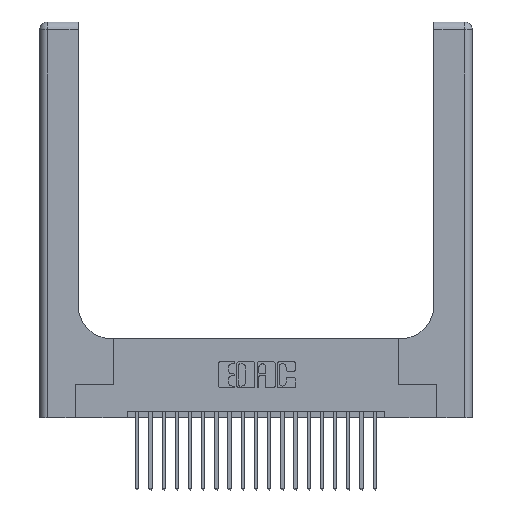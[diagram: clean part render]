
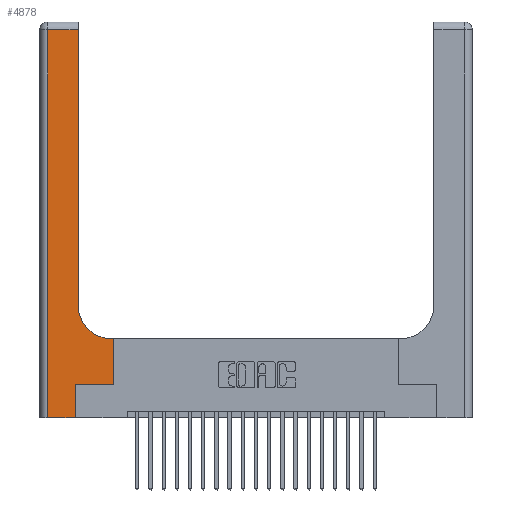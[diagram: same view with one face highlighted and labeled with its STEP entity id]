
A CAD part, top view. The second image highlights one B-rep face of the part: STEP entity #4878.
In plain terms, the highlighted planar face has unit normal (0, 0, 1).
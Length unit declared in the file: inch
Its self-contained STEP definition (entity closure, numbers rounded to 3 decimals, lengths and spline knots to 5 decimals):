
#13 = VECTOR ( 'NONE', #8297, 39.37008 ) ;
#575 = ORIENTED_EDGE ( 'NONE', *, *, #13076, .T. ) ;
#1379 = LINE ( 'NONE', #18059, #5678 ) ;
#1422 = EDGE_CURVE ( 'NONE', #4837, #9261, #18711, .T. ) ;
#1759 = CARTESIAN_POINT ( 'NONE',  ( 0.5585, 0.25, 0.37 ) ) ;
#1913 = DIRECTION ( 'NONE',  ( 1., 0., 0. ) ) ;
#2025 = DIRECTION ( 'NONE',  ( 0., 1., 0. ) ) ;
#2315 = CARTESIAN_POINT ( 'NONE',  ( 0.269, 0., 0.37 ) ) ;
#2352 = CARTESIAN_POINT ( 'NONE',  ( 0., 2.94, 0.37 ) ) ;
#2358 = EDGE_CURVE ( 'NONE', #6218, #4837, #19703, .T. ) ;
#2629 = CARTESIAN_POINT ( 'NONE',  ( 0.2915, 3., 0.37 ) ) ;
#2707 = DIRECTION ( 'NONE',  ( 0., 1., 0. ) ) ;
#3657 = ORIENTED_EDGE ( 'NONE', *, *, #9353, .T. ) ;
#3817 = LINE ( 'NONE', #12315, #8064 ) ;
#4837 = VERTEX_POINT ( 'NONE', #19544 ) ;
#4878 = ADVANCED_FACE ( 'NONE', ( #18491 ), #19624, .F. ) ;
#5622 = ORIENTED_EDGE ( 'NONE', *, *, #12051, .T. ) ;
#5678 = VECTOR ( 'NONE', #1913, 39.37008 ) ;
#5716 = CARTESIAN_POINT ( 'NONE',  ( 0.5415, 0.6, 0.37 ) ) ;
#6202 = CARTESIAN_POINT ( 'NONE',  ( 0.269, 0., 0.37 ) ) ;
#6218 = VERTEX_POINT ( 'NONE', #6202 ) ;
#6591 = CARTESIAN_POINT ( 'NONE',  ( 0.06, 2.94, 0.37 ) ) ;
#6714 = VERTEX_POINT ( 'NONE', #18470 ) ;
#8064 = VECTOR ( 'NONE', #17733, 39.37008 ) ;
#8297 = DIRECTION ( 'NONE',  ( -1., 0., 0. ) ) ;
#8806 = ORIENTED_EDGE ( 'NONE', *, *, #1422, .T. ) ;
#8914 = DIRECTION ( 'NONE',  ( 0., 0., -1. ) ) ;
#8938 = ORIENTED_EDGE ( 'NONE', *, *, #11168, .T. ) ;
#9116 = CARTESIAN_POINT ( 'NONE',  ( 0.5415, 0.85, 0.37 ) ) ;
#9261 = VERTEX_POINT ( 'NONE', #13281 ) ;
#9353 = EDGE_CURVE ( 'NONE', #18283, #17314, #21494, .T. ) ;
#9517 = CARTESIAN_POINT ( 'NONE',  ( 0.2915, 0.85, 0.37 ) ) ;
#9522 = EDGE_CURVE ( 'NONE', #16019, #13217, #3817, .T. ) ;
#9930 = CIRCLE ( 'NONE', #19639, 0.25 ) ;
#10540 = VECTOR ( 'NONE', #21455, 39.37008 ) ;
#10914 = DIRECTION ( 'NONE',  ( 1., 0., 0. ) ) ;
#11058 = LINE ( 'NONE', #2352, #16406 ) ;
#11168 = EDGE_CURVE ( 'NONE', #9261, #6714, #18919, .T. ) ;
#12051 = EDGE_CURVE ( 'NONE', #17314, #16019, #11058, .T. ) ;
#12063 = CARTESIAN_POINT ( 'NONE',  ( 0.2915, 2.94, 0.37 ) ) ;
#12315 = CARTESIAN_POINT ( 'NONE',  ( 0.06, 3., 0.37 ) ) ;
#13076 = EDGE_CURVE ( 'NONE', #13217, #6218, #1379, .T. ) ;
#13217 = VERTEX_POINT ( 'NONE', #16664 ) ;
#13281 = CARTESIAN_POINT ( 'NONE',  ( 0.5585, 0.25, 0.37 ) ) ;
#13326 = AXIS2_PLACEMENT_3D ( 'NONE', #21328, #8914, #21406 ) ;
#14804 = EDGE_LOOP ( 'NONE', ( #3657, #5622, #16994, #575, #15135, #8806, #8938, #22365, #22236 ) ) ;
#14981 = VECTOR ( 'NONE', #2025, 39.37008 ) ;
#15135 = ORIENTED_EDGE ( 'NONE', *, *, #2358, .T. ) ;
#16019 = VERTEX_POINT ( 'NONE', #6591 ) ;
#16406 = VECTOR ( 'NONE', #20334, 39.37008 ) ;
#16664 = CARTESIAN_POINT ( 'NONE',  ( 0.06, 0., 0.37 ) ) ;
#16803 = VECTOR ( 'NONE', #2707, 39.37008 ) ;
#16994 = ORIENTED_EDGE ( 'NONE', *, *, #9522, .T. ) ;
#17158 = DIRECTION ( 'NONE',  ( 1., 0., 0. ) ) ;
#17314 = VERTEX_POINT ( 'NONE', #12063 ) ;
#17733 = DIRECTION ( 'NONE',  ( 0., -1., 0. ) ) ;
#17766 = CARTESIAN_POINT ( 'NONE',  ( 0.269, 0.25, 0.37 ) ) ;
#18059 = CARTESIAN_POINT ( 'NONE',  ( 0., 0., 0.37 ) ) ;
#18283 = VERTEX_POINT ( 'NONE', #9517 ) ;
#18470 = CARTESIAN_POINT ( 'NONE',  ( 0.5585, 0.6, 0.37 ) ) ;
#18491 = FACE_OUTER_BOUND ( 'NONE', #14804, .T. ) ;
#18711 = LINE ( 'NONE', #17766, #22814 ) ;
#18919 = LINE ( 'NONE', #1759, #10540 ) ;
#19116 = EDGE_CURVE ( 'NONE', #6714, #20203, #19192, .T. ) ;
#19192 = LINE ( 'NONE', #22553, #13 ) ;
#19544 = CARTESIAN_POINT ( 'NONE',  ( 0.269, 0.25, 0.37 ) ) ;
#19624 = PLANE ( 'NONE',  #13326 ) ;
#19639 = AXIS2_PLACEMENT_3D ( 'NONE', #9116, #21598, #10914 ) ;
#19703 = LINE ( 'NONE', #2315, #14981 ) ;
#19718 = EDGE_CURVE ( 'NONE', #20203, #18283, #9930, .T. ) ;
#20203 = VERTEX_POINT ( 'NONE', #5716 ) ;
#20334 = DIRECTION ( 'NONE',  ( -1., 0., 0. ) ) ;
#21328 = CARTESIAN_POINT ( 'NONE',  ( 0., 3., 0.37 ) ) ;
#21406 = DIRECTION ( 'NONE',  ( -1., 0., 0. ) ) ;
#21455 = DIRECTION ( 'NONE',  ( 0., 1., 0. ) ) ;
#21494 = LINE ( 'NONE', #2629, #16803 ) ;
#21598 = DIRECTION ( 'NONE',  ( 0., 0., -1. ) ) ;
#22236 = ORIENTED_EDGE ( 'NONE', *, *, #19718, .T. ) ;
#22365 = ORIENTED_EDGE ( 'NONE', *, *, #19116, .T. ) ;
#22553 = CARTESIAN_POINT ( 'NONE',  ( 0.2915, 0.6, 0.37 ) ) ;
#22814 = VECTOR ( 'NONE', #17158, 39.37008 ) ;
